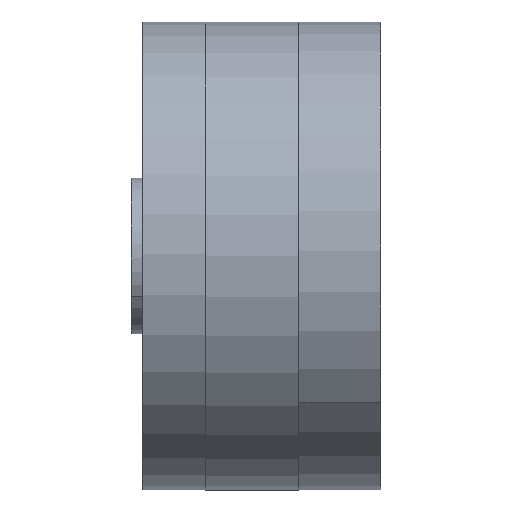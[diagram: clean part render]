
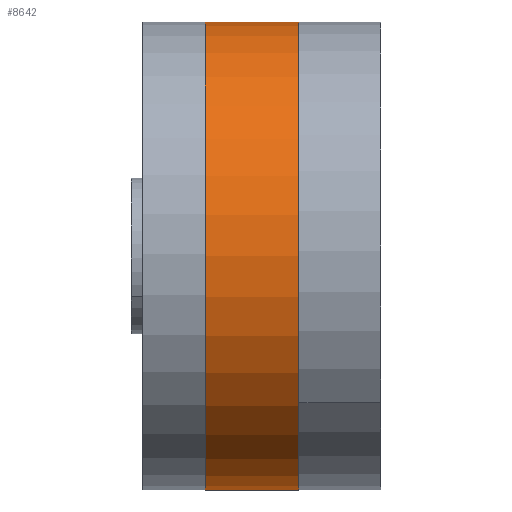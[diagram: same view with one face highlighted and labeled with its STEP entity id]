
A CAD part, left-side view. The second image highlights one B-rep face of the part: STEP entity #8642.
In plain terms, the highlighted cylindrical face has radius 30 mm (diameter 60 mm), a partial arc.
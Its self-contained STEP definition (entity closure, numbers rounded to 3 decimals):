
#31 = CARTESIAN_POINT ( 'NONE',  ( 0., -6., -30. ) ) ;
#449 = VERTEX_POINT ( 'NONE', #8065 ) ;
#1857 = LINE ( 'NONE', #3540, #7174 ) ;
#2206 = CARTESIAN_POINT ( 'NONE',  ( 0., 6., 0. ) ) ;
#2255 = CYLINDRICAL_SURFACE ( 'NONE', #2276, 30. ) ;
#2276 = AXIS2_PLACEMENT_3D ( 'NONE', #2206, #6212, #9398 ) ;
#2340 = EDGE_CURVE ( 'NONE', #3124, #5743, #10459, .T. ) ;
#3120 = VECTOR ( 'NONE', #9656, 1000. ) ;
#3124 = VERTEX_POINT ( 'NONE', #5086 ) ;
#3540 = CARTESIAN_POINT ( 'NONE',  ( 0., 6., 30. ) ) ;
#4046 = CARTESIAN_POINT ( 'NONE',  ( 0., 6., 0. ) ) ;
#4086 = VERTEX_POINT ( 'NONE', #7440 ) ;
#4706 = EDGE_CURVE ( 'NONE', #3124, #449, #9531, .T. ) ;
#4796 = DIRECTION ( 'NONE',  ( 0., 1., 0. ) ) ;
#4925 = AXIS2_PLACEMENT_3D ( 'NONE', #4046, #4796, #8281 ) ;
#5086 = CARTESIAN_POINT ( 'NONE',  ( 0., 6., -30. ) ) ;
#5341 = CIRCLE ( 'NONE', #8083, 30. ) ;
#5743 = VERTEX_POINT ( 'NONE', #31 ) ;
#6212 = DIRECTION ( 'NONE',  ( 0., -1., 0. ) ) ;
#6265 = CARTESIAN_POINT ( 'NONE',  ( 0., -6., 0. ) ) ;
#6361 = EDGE_CURVE ( 'NONE', #449, #4086, #1857, .T. ) ;
#6378 = DIRECTION ( 'NONE',  ( 0., 0., 1. ) ) ;
#6407 = CARTESIAN_POINT ( 'NONE',  ( 0., 6., -30. ) ) ;
#6719 = DIRECTION ( 'NONE',  ( 0., -1., 0. ) ) ;
#7061 = FACE_OUTER_BOUND ( 'NONE', #8858, .T. ) ;
#7174 = VECTOR ( 'NONE', #6719, 1000. ) ;
#7440 = CARTESIAN_POINT ( 'NONE',  ( 0., -6., 30. ) ) ;
#7924 = ORIENTED_EDGE ( 'NONE', *, *, #2340, .T. ) ;
#8026 = DIRECTION ( 'NONE',  ( 0., 1., 0. ) ) ;
#8065 = CARTESIAN_POINT ( 'NONE',  ( 0., 6., 30. ) ) ;
#8083 = AXIS2_PLACEMENT_3D ( 'NONE', #6265, #8026, #6378 ) ;
#8281 = DIRECTION ( 'NONE',  ( 0., 0., 1. ) ) ;
#8601 = EDGE_CURVE ( 'NONE', #5743, #4086, #5341, .T. ) ;
#8642 = ADVANCED_FACE ( 'NONE', ( #7061 ), #2255, .T. ) ;
#8821 = ORIENTED_EDGE ( 'NONE', *, *, #6361, .F. ) ;
#8858 = EDGE_LOOP ( 'NONE', ( #8821, #9079, #7924, #9020 ) ) ;
#9020 = ORIENTED_EDGE ( 'NONE', *, *, #8601, .T. ) ;
#9079 = ORIENTED_EDGE ( 'NONE', *, *, #4706, .F. ) ;
#9398 = DIRECTION ( 'NONE',  ( 0., 0., -1. ) ) ;
#9531 = CIRCLE ( 'NONE', #4925, 30. ) ;
#9656 = DIRECTION ( 'NONE',  ( 0., -1., 0. ) ) ;
#10459 = LINE ( 'NONE', #6407, #3120 ) ;
